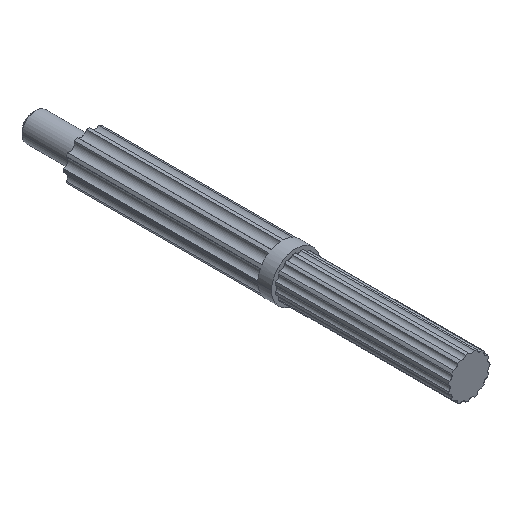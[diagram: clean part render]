
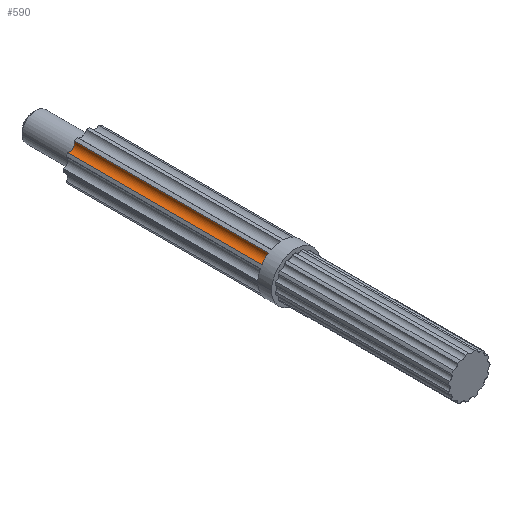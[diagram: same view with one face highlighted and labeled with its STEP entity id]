
A CAD part, isometric view. The second image highlights one B-rep face of the part: STEP entity #590.
In plain terms, the highlighted cylindrical face has radius 7.5 mm (diameter 15 mm), a partial arc.
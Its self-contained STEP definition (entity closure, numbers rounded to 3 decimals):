
#533=CARTESIAN_POINT('POINT35',(-19.47,270.,
   29.085));
#534=VERTEX_POINT('VERTEX35',#533);
#535=CARTESIAN_POINT('POINT36',(-29.085,270.,
   19.47));
#536=VERTEX_POINT('VERTEX36',#535);
#537=CARTESIAN_POINT('POS65',(-26.517,270.,
   26.517));
#538=DIRECTION('DIR111',(0.,1.,0.));
#539=DIRECTION('DIR112',(-0.707,0.,
   -0.707));
#540=AXIS2_PLACEMENT_3D('AXIS47',#537,#538,#539);
#541=CIRCLE('ELLIPSE28',#540,7.5);
#542=EDGE_CURVE('EDGE46',#534,#536,#541,.T.);
#559=CARTESIAN_POINT('POINT37',(-19.47,550.,
   29.085));
#560=VERTEX_POINT('VERTEX37',#559);
#561=CARTESIAN_POINT('POINT38',(-29.085,550.,
   19.47));
#562=VERTEX_POINT('VERTEX38',#561);
#563=CARTESIAN_POINT('POS68',(-26.517,550.,
   26.517));
#564=DIRECTION('DIR117',(0.,-1.,0.));
#565=DIRECTION('DIR118',(-0.707,0.,
   -0.707));
#566=AXIS2_PLACEMENT_3D('AXIS50',#563,#564,#565);
#567=CIRCLE('ELLIPSE30',#566,7.5);
#568=EDGE_CURVE('EDGE48',#560,#562,#567,.F.);
#569=ORIENTED_EDGE('COEDGE63',*,*,#568,.T.);
#570=CARTESIAN_POINT('POS69',(-29.085,661.5,
   19.47));
#571=DIRECTION('DIR119',(0.,-1.,0.));
#572=VECTOR('VEC19',#571,1.);
#573=LINE('STRAIGHT19',#570,#572);
#574=EDGE_CURVE('EDGE49',#562,#536,#573,.T.);
#575=ORIENTED_EDGE('COEDGE64',*,*,#574,.T.);
#576=ORIENTED_EDGE('COEDGE65',*,*,#542,.F.);
#577=CARTESIAN_POINT('POS70',(-19.47,661.5,
   29.085));
#578=DIRECTION('DIR120',(0.,1.,0.));
#579=VECTOR('VEC20',#578,1.);
#580=LINE('STRAIGHT20',#577,#579);
#581=EDGE_CURVE('EDGE50',#560,#534,#580,.F.);
#582=ORIENTED_EDGE('COEDGE66',*,*,#581,.F.);
#583=EDGE_LOOP('NONE',(#569,#575,#576,#582));
#584=FACE_BOUND('LOOP1',#583,.T.);
#585=CARTESIAN_POINT('POS71',(-26.517,550.,
   26.517));
#586=DIRECTION('DIR121',(0.,1.,0.));
#587=DIRECTION('DIR122',(-0.707,0.,
   -0.707));
#588=AXIS2_PLACEMENT_3D('AXIS51',#585,#586,#587);
#589=CYLINDRICAL_SURFACE('CONE_SURF12',#588,7.5);
#590=ADVANCED_FACE('FACE21',(#584),#589,.F.);
